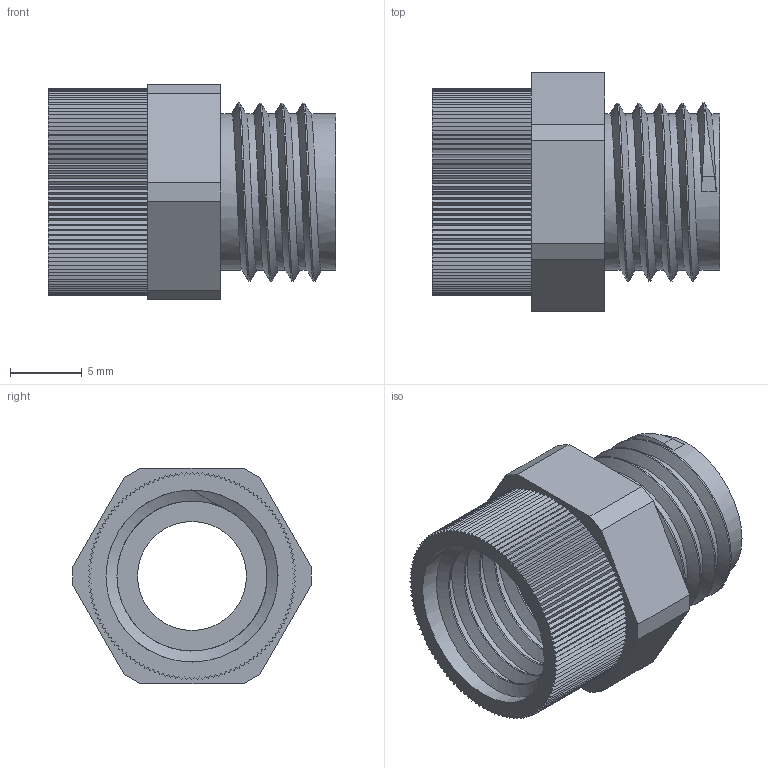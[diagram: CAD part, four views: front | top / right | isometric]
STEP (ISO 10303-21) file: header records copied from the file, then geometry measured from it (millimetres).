
FILE_DESCRIPTION(/* description */ ('Adapter Sechskant PG 7/M12x1,5'),/* implementation_level */ '2;1');
FILE_NAME(/* name */ '11070712-RST.stp',/* time_stamp */ '2021-07-22T10:48:55+02:00',/* author */ ('sl'),/* organization */ (''),/* preprocessor_version */ 'ST-DEVELOPER v16.5',/* originating_system */ 'Autodesk Inventor 2017',/* authorisation */ '');
FILE_SCHEMA (('AUTOMOTIVE_DESIGN { 1 0 10303 214 3 1 1 }'));
Length unit declared in the file: millimetre
Products named in the file (1): 11070712
Bounding box: 20 x 16.57 x 15 mm (x, y, z)
Volume: 1418 mm3; surface area: 2152.4 mm2
Topology: 1 solids, 1 shells, 287 faces, 844 edges, 562 vertices
Faces by surface type: plane 261, cylinder 22, bspline 4
Full cylindrical faces by diameter (mm): 7.58 x1, 10.44 x5, 10.868 x5, 11.962 x4
Entity records: 10799 total; most frequent: CARTESIAN_POINT 3580, ORIENTED_EDGE 1590, DIRECTION 1321, EDGE_CURVE 795, LINE 765, VECTOR 765, VERTEX_POINT 531, EDGE_LOOP 282
